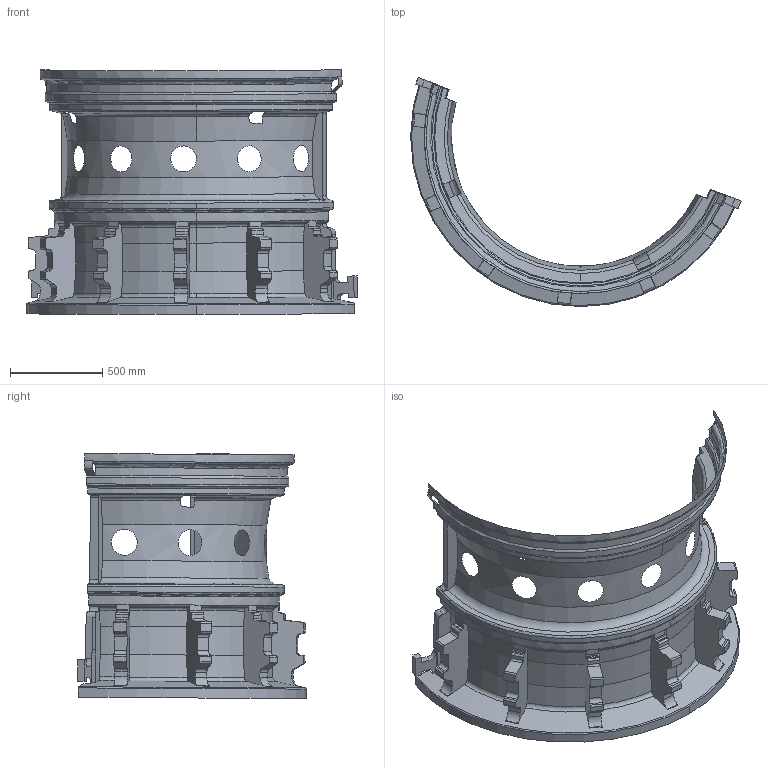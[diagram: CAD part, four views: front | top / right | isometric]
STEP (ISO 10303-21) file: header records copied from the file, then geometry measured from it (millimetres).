
FILE_DESCRIPTION (( 'STEP AP203' ), '1' );
FILE_NAME ('turbine.STEP', '2022-03-07T13:43:10', ( '' ), ( '' ), 'SwSTEP 2.0', 'SolidWorks 2020', '' );
FILE_SCHEMA (( 'CONFIG_CONTROL_DESIGN' ));
Length unit declared in the file: millimetre
Products named in the file (1): turbine
Bounding box: 1796.38 x 1245.06 x 1329.92 mm (x, y, z)
Surface area: 4576896.9 mm2 (no closed solid volume)
Topology: 0 solids, 2 shells, 288 faces, 1026 edges, 721 vertices
Faces by surface type: plane 113, cylinder 93, cone 45, torus 36, bspline 1
Entity records: 15364 total; most frequent: CARTESIAN_POINT 7551, ORIENTED_EDGE 1841, DIRECTION 1227, EDGE_CURVE 1026, VERTEX_POINT 721, B_SPLINE_CURVE_WITH_KNOTS 551, AXIS2_PLACEMENT_3D 482, EDGE_LOOP 294
